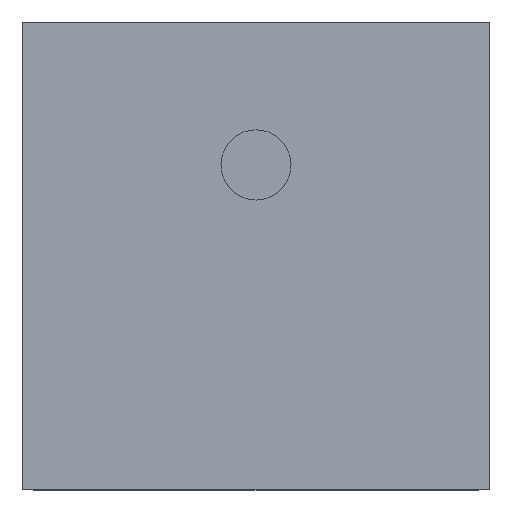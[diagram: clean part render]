
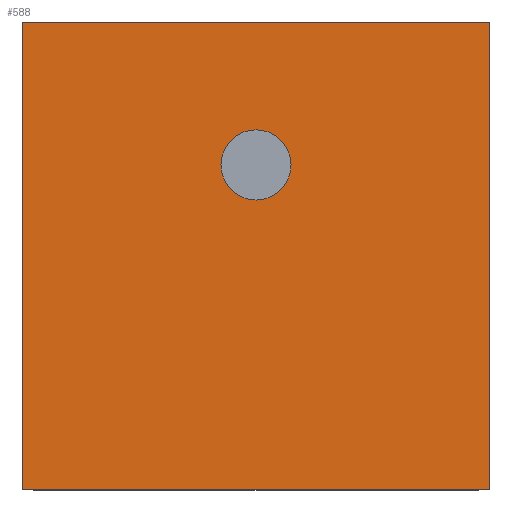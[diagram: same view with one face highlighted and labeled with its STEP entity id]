
A CAD part, top view. The second image highlights one B-rep face of the part: STEP entity #588.
In plain terms, the highlighted planar face has unit normal (0, 0, 1).
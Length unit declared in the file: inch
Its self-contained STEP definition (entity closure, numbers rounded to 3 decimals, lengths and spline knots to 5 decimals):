
#2 = LINE ( 'NONE', #747, #679 ) ;
#16 = LINE ( 'NONE', #206, #704 ) ;
#40 = CARTESIAN_POINT ( 'NONE',  ( 0., 0.03889, 0.042 ) ) ;
#46 = LINE ( 'NONE', #540, #260 ) ;
#68 = EDGE_CURVE ( 'NONE', #322, #607, #2, .T. ) ;
#94 = DIRECTION ( 'NONE',  ( 0., 0., 1. ) ) ;
#112 = ORIENTED_EDGE ( 'NONE', *, *, #281, .F. ) ;
#132 = CARTESIAN_POINT ( 'NONE',  ( 0.015, 0.03889, 0.042 ) ) ;
#139 = VECTOR ( 'NONE', #548, 39.37008 ) ;
#156 = CARTESIAN_POINT ( 'NONE',  ( 0.1, -0.1, 0.042 ) ) ;
#161 = AXIS2_PLACEMENT_3D ( 'NONE', #351, #94, #227 ) ;
#175 = VERTEX_POINT ( 'NONE', #395 ) ;
#185 = ORIENTED_EDGE ( 'NONE', *, *, #68, .T. ) ;
#188 = CIRCLE ( 'NONE', #365, 0.015 ) ;
#200 = AXIS2_PLACEMENT_3D ( 'NONE', #284, #527, #454 ) ;
#202 = EDGE_LOOP ( 'NONE', ( #497, #755, #353, #185 ) ) ;
#206 = CARTESIAN_POINT ( 'NONE',  ( 0., 0.1, 0.042 ) ) ;
#210 = CARTESIAN_POINT ( 'NONE',  ( -0.1, -0.1, 0.042 ) ) ;
#213 = ORIENTED_EDGE ( 'NONE', *, *, #340, .F. ) ;
#227 = DIRECTION ( 'NONE',  ( 1., 0., 0. ) ) ;
#260 = VECTOR ( 'NONE', #354, 39.37008 ) ;
#280 = FACE_OUTER_BOUND ( 'NONE', #202, .T. ) ;
#281 = EDGE_CURVE ( 'NONE', #406, #175, #507, .T. ) ;
#282 = CARTESIAN_POINT ( 'NONE',  ( -0.1, 0.1, 0.042 ) ) ;
#284 = CARTESIAN_POINT ( 'NONE',  ( 0., 0., 0.042 ) ) ;
#285 = DIRECTION ( 'NONE',  ( 0., 0., 1. ) ) ;
#316 = VERTEX_POINT ( 'NONE', #156 ) ;
#318 = LINE ( 'NONE', #444, #139 ) ;
#322 = VERTEX_POINT ( 'NONE', #282 ) ;
#340 = EDGE_CURVE ( 'NONE', #175, #406, #188, .T. ) ;
#351 = CARTESIAN_POINT ( 'NONE',  ( 0., 0.03889, 0.042 ) ) ;
#353 = ORIENTED_EDGE ( 'NONE', *, *, #419, .T. ) ;
#354 = DIRECTION ( 'NONE',  ( 1., 0., 0. ) ) ;
#365 = AXIS2_PLACEMENT_3D ( 'NONE', #40, #285, #772 ) ;
#395 = CARTESIAN_POINT ( 'NONE',  ( -0.015, 0.03889, 0.042 ) ) ;
#399 = EDGE_CURVE ( 'NONE', #316, #558, #318, .T. ) ;
#406 = VERTEX_POINT ( 'NONE', #132 ) ;
#419 = EDGE_CURVE ( 'NONE', #558, #322, #16, .T. ) ;
#431 = EDGE_LOOP ( 'NONE', ( #213, #112 ) ) ;
#444 = CARTESIAN_POINT ( 'NONE',  ( 0.1, 0., 0.042 ) ) ;
#454 = DIRECTION ( 'NONE',  ( 1., 0., 0. ) ) ;
#497 = ORIENTED_EDGE ( 'NONE', *, *, #752, .T. ) ;
#507 = CIRCLE ( 'NONE', #161, 0.015 ) ;
#520 = PLANE ( 'NONE',  #200 ) ;
#527 = DIRECTION ( 'NONE',  ( 0., 0., 1. ) ) ;
#540 = CARTESIAN_POINT ( 'NONE',  ( 0., -0.1, 0.042 ) ) ;
#548 = DIRECTION ( 'NONE',  ( 0., 1., 0. ) ) ;
#558 = VERTEX_POINT ( 'NONE', #583 ) ;
#583 = CARTESIAN_POINT ( 'NONE',  ( 0.1, 0.1, 0.042 ) ) ;
#588 = ADVANCED_FACE ( 'NONE', ( #771, #280 ), #520, .T. ) ;
#607 = VERTEX_POINT ( 'NONE', #210 ) ;
#633 = DIRECTION ( 'NONE',  ( 0., -1., 0. ) ) ;
#679 = VECTOR ( 'NONE', #633, 39.37008 ) ;
#704 = VECTOR ( 'NONE', #756, 39.37008 ) ;
#747 = CARTESIAN_POINT ( 'NONE',  ( -0.1, 0., 0.042 ) ) ;
#752 = EDGE_CURVE ( 'NONE', #607, #316, #46, .T. ) ;
#755 = ORIENTED_EDGE ( 'NONE', *, *, #399, .T. ) ;
#756 = DIRECTION ( 'NONE',  ( -1., 0., 0. ) ) ;
#771 = FACE_BOUND ( 'NONE', #431, .T. ) ;
#772 = DIRECTION ( 'NONE',  ( 1., 0., 0. ) ) ;
